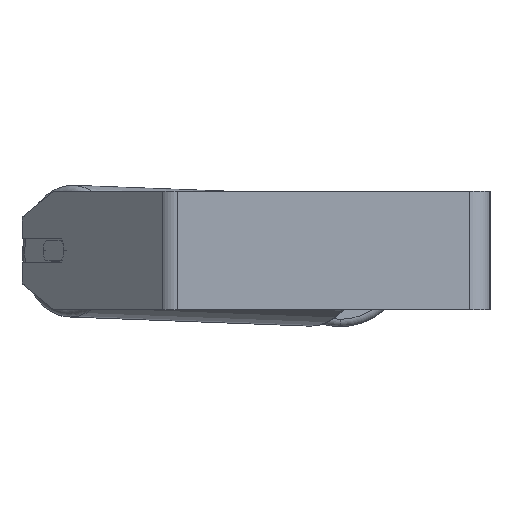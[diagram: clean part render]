
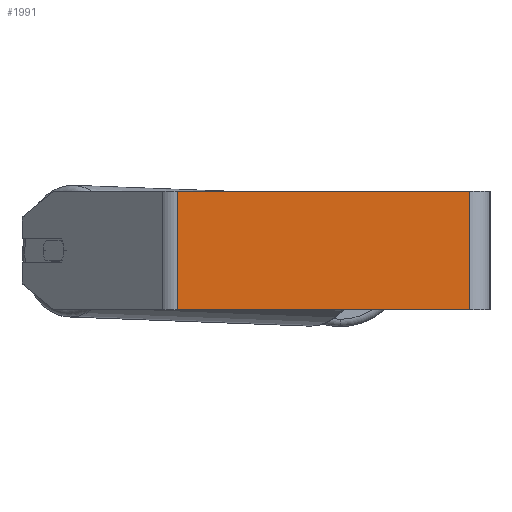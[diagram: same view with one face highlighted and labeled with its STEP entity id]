
A CAD part, left-side view. The second image highlights one B-rep face of the part: STEP entity #1991.
In plain terms, the highlighted planar face has unit normal (-1, 0, 0).
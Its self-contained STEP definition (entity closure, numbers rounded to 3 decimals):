
#376 = DIRECTION ( 'NONE',  ( 0., 0., -1. ) ) ;
#392 = CARTESIAN_POINT ( 'NONE',  ( -415., 211.21, -40. ) ) ;
#785 = PLANE ( 'NONE',  #3588 ) ;
#1313 = CARTESIAN_POINT ( 'NONE',  ( -415., 217.009, 40. ) ) ;
#1520 = ORIENTED_EDGE ( 'NONE', *, *, #7138, .F. ) ;
#1623 = EDGE_LOOP ( 'NONE', ( #6244, #7930, #1520, #2749 ) ) ;
#1634 = EDGE_CURVE ( 'NONE', #6441, #3399, #5772, .T. ) ;
#1697 = DIRECTION ( 'NONE',  ( 0., -1., 0. ) ) ;
#1991 = ADVANCED_FACE ( 'NONE', ( #6088 ), #785, .F. ) ;
#2164 = LINE ( 'NONE', #4872, #7402 ) ;
#2369 = EDGE_CURVE ( 'NONE', #7905, #3399, #4258, .T. ) ;
#2731 = DIRECTION ( 'NONE',  ( 0., 0., -1. ) ) ;
#2749 = ORIENTED_EDGE ( 'NONE', *, *, #5621, .T. ) ;
#3068 = CARTESIAN_POINT ( 'NONE',  ( -415., 211.21, 40. ) ) ;
#3381 = CARTESIAN_POINT ( 'NONE',  ( -415., 14., 40. ) ) ;
#3399 = VERTEX_POINT ( 'NONE', #5649 ) ;
#3588 = AXIS2_PLACEMENT_3D ( 'NONE', #1313, #4011, #2731 ) ;
#4011 = DIRECTION ( 'NONE',  ( 1., 0., 0. ) ) ;
#4110 = DIRECTION ( 'NONE',  ( 0., 0., -1. ) ) ;
#4258 = LINE ( 'NONE', #4309, #7856 ) ;
#4309 = CARTESIAN_POINT ( 'NONE',  ( -415., 14., 40. ) ) ;
#4872 = CARTESIAN_POINT ( 'NONE',  ( -415., 217.009, 40. ) ) ;
#4971 = VECTOR ( 'NONE', #4110, 1000. ) ;
#5497 = VERTEX_POINT ( 'NONE', #3068 ) ;
#5621 = EDGE_CURVE ( 'NONE', #5497, #6441, #6773, .T. ) ;
#5649 = CARTESIAN_POINT ( 'NONE',  ( -415., 14., -40. ) ) ;
#5772 = LINE ( 'NONE', #7769, #8117 ) ;
#6088 = FACE_OUTER_BOUND ( 'NONE', #1623, .T. ) ;
#6244 = ORIENTED_EDGE ( 'NONE', *, *, #1634, .T. ) ;
#6441 = VERTEX_POINT ( 'NONE', #392 ) ;
#6773 = LINE ( 'NONE', #7481, #4971 ) ;
#7138 = EDGE_CURVE ( 'NONE', #5497, #7905, #2164, .T. ) ;
#7402 = VECTOR ( 'NONE', #7480, 1000. ) ;
#7480 = DIRECTION ( 'NONE',  ( 0., -1., 0. ) ) ;
#7481 = CARTESIAN_POINT ( 'NONE',  ( -415., 211.21, 40. ) ) ;
#7769 = CARTESIAN_POINT ( 'NONE',  ( -415., 217.009, -40. ) ) ;
#7856 = VECTOR ( 'NONE', #376, 1000. ) ;
#7905 = VERTEX_POINT ( 'NONE', #3381 ) ;
#7930 = ORIENTED_EDGE ( 'NONE', *, *, #2369, .F. ) ;
#8117 = VECTOR ( 'NONE', #1697, 1000. ) ;
